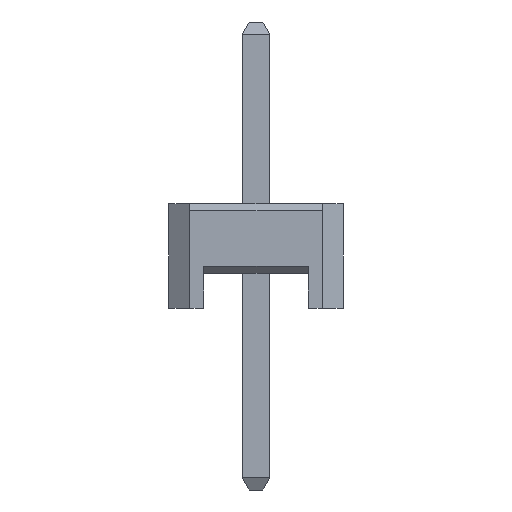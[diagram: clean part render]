
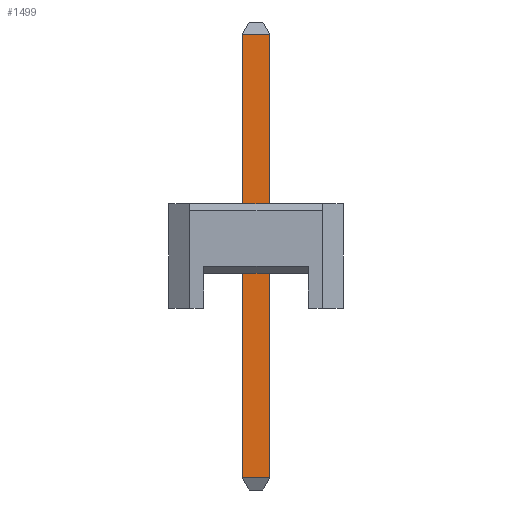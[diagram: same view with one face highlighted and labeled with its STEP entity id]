
A CAD part, left-side view. The second image highlights one B-rep face of the part: STEP entity #1499.
In plain terms, the highlighted planar face has unit normal (-1, 0, 0).
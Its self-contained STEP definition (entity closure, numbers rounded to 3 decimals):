
#1499=ADVANCED_FACE('',(#3793),#3795,.T.);
#3793=FACE_BOUND('',#3794,.T.);
#3794=EDGE_LOOP('',(#5566,#5567,#5568,#5569));
#3795=PLANE('',#3796);
#3796=AXIS2_PLACEMENT_3D('',#3797,#3798,#3799);
#3797=CARTESIAN_POINT('',(-0.2,0.2,-2.6));
#3798=DIRECTION('',(-1.,0.,0.));
#3799=DIRECTION('',(0.,-1.,0.));
#5566=ORIENTED_EDGE('',*,*,#6524,.F.);
#5567=ORIENTED_EDGE('',*,*,#6523,.F.);
#5568=ORIENTED_EDGE('',*,*,#6525,.T.);
#5569=ORIENTED_EDGE('',*,*,#6526,.T.);
#6523=EDGE_CURVE('',#7455,#7451,#7457,.T.);
#6524=EDGE_CURVE('',#7451,#7458,#7459,.T.);
#6525=EDGE_CURVE('',#7455,#7460,#7461,.T.);
#6526=EDGE_CURVE('',#7460,#7458,#7462,.T.);
#7451=VERTEX_POINT('',#9337);
#7455=VERTEX_POINT('',#9345);
#7457=LINE('',#9349,#9350);
#7458=VERTEX_POINT('',#9352);
#7459=LINE('',#9353,#9354);
#7460=VERTEX_POINT('',#9356);
#7461=LINE('',#9357,#9358);
#7462=LINE('',#9360,#9361);
#9337=CARTESIAN_POINT('',(-0.2,0.2,3.927));
#9345=CARTESIAN_POINT('',(-0.2,0.2,-2.427));
#9349=CARTESIAN_POINT('',(-0.2,0.2,-2.427));
#9350=VECTOR('',#9351,1.);
#9351=DIRECTION('',(0.,0.,1.));
#9352=CARTESIAN_POINT('',(-0.2,-0.2,3.927));
#9353=CARTESIAN_POINT('',(-0.2,0.2,3.927));
#9354=VECTOR('',#9355,1.);
#9355=DIRECTION('',(0.,-1.,0.));
#9356=CARTESIAN_POINT('',(-0.2,-0.2,-2.427));
#9357=CARTESIAN_POINT('',(-0.2,0.2,-2.427));
#9358=VECTOR('',#9359,1.);
#9359=DIRECTION('',(0.,-1.,0.));
#9360=CARTESIAN_POINT('',(-0.2,-0.2,-2.427));
#9361=VECTOR('',#9362,1.);
#9362=DIRECTION('',(0.,0.,1.));
